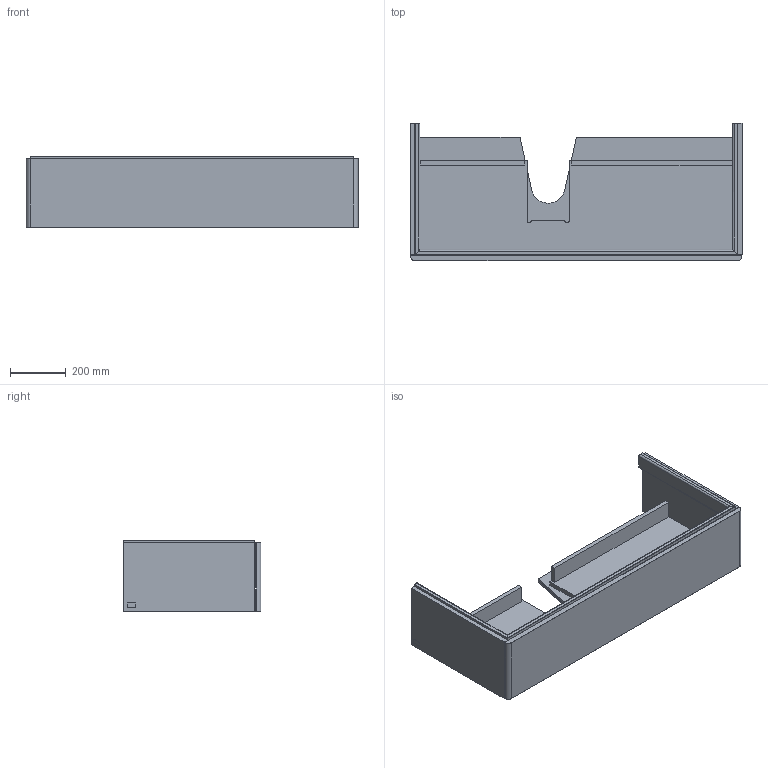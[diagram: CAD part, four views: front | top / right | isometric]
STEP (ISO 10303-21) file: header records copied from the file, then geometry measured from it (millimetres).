
FILE_DESCRIPTION((' '),'2;1');
FILE_NAME('K030_L030.stp','2023-04-19T13:26:54',(' '),(' '),' ','ACIS',' ');
FILE_SCHEMA(('CONFIG_CONTROL_DESIGN'));
Length unit declared in the file: millimetre
Products named in the file (12): K030_L030.stp; Körper1; Körper2; Körper3; Körper4; Körper5; Körper6; Körper7; Körper8; Körper9; Körper10; Körper11
Assembly tree (11 placements, depth 2):
  K030_L030.stp
    Körper1
    Körper2
    Körper3
    Körper4
    Körper5
    Körper6
    Körper7
    Körper8
    Körper9
    Körper10
    Körper11
Bounding box: 1189 x 493 x 256 mm (x, y, z)
Volume: 25000548.3 mm3; surface area: 3334774.8 mm2
Topology: 11 solids, 11 shells, 144 faces, 342 edges, 216 vertices
Faces by surface type: plane 105, cylinder 31, cone 4, sphere 4
Entity records: 5755 total; most frequent: DIRECTION 738, CARTESIAN_POINT 721, ORIENTED_EDGE 676, EDGE_CURVE 338, VECTOR 272, LINE 272, AXIS2_PLACEMENT_3D 233, VERTEX_POINT 216
